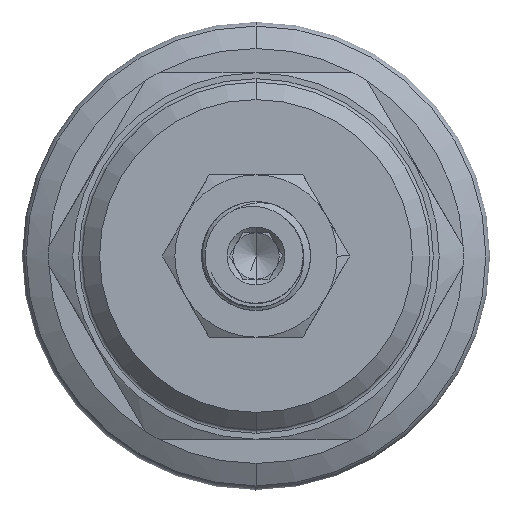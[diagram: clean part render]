
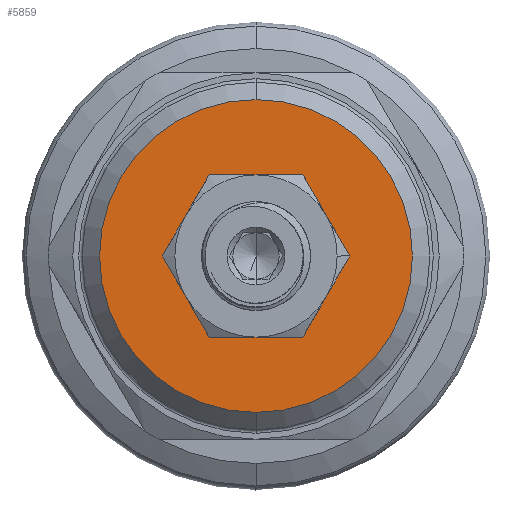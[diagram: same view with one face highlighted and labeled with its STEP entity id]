
A CAD part, left-side view. The second image highlights one B-rep face of the part: STEP entity #5859.
In plain terms, the highlighted planar face has unit normal (-1, 0, 0).
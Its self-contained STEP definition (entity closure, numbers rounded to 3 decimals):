
#261 = DIRECTION ( 'NONE',  ( 1., 0., 0. ) ) ;
#278 = EDGE_CURVE ( 'NONE', #1685, #5306, #2132, .T. ) ;
#407 = CARTESIAN_POINT ( 'NONE',  ( 0., 0., 0. ) ) ;
#448 = AXIS2_PLACEMENT_3D ( 'NONE', #2784, #9680, #4307 ) ;
#701 = ORIENTED_EDGE ( 'NONE', *, *, #5011, .F. ) ;
#975 = DIRECTION ( 'NONE',  ( 1., 0., 0. ) ) ;
#1041 = ORIENTED_EDGE ( 'NONE', *, *, #278, .T. ) ;
#1047 = DIRECTION ( 'NONE',  ( 0., 0., 1. ) ) ;
#1063 = DIRECTION ( 'NONE',  ( 0., 0., 1. ) ) ;
#1066 = EDGE_CURVE ( 'NONE', #1742, #2445, #8371, .T. ) ;
#1090 = CARTESIAN_POINT ( 'NONE',  ( 0., 0., 0. ) ) ;
#1222 = CIRCLE ( 'NONE', #2490, 7. ) ;
#1515 = EDGE_CURVE ( 'NONE', #2445, #1742, #2945, .T. ) ;
#1685 = VERTEX_POINT ( 'NONE', #3684 ) ;
#1688 = CIRCLE ( 'NONE', #9537, 7. ) ;
#1742 = VERTEX_POINT ( 'NONE', #4661 ) ;
#1797 = AXIS2_PLACEMENT_3D ( 'NONE', #4165, #1818, #1063 ) ;
#1809 = VERTEX_POINT ( 'NONE', #7871 ) ;
#1818 = DIRECTION ( 'NONE',  ( 1., 0., 0. ) ) ;
#1844 = ORIENTED_EDGE ( 'NONE', *, *, #4824, .T. ) ;
#2132 = CIRCLE ( 'NONE', #7430, 7. ) ;
#2337 = CIRCLE ( 'NONE', #4328, 7. ) ;
#2420 = CARTESIAN_POINT ( 'NONE',  ( 0., 6.062, 3.5 ) ) ;
#2445 = VERTEX_POINT ( 'NONE', #5343 ) ;
#2490 = AXIS2_PLACEMENT_3D ( 'NONE', #1090, #261, #4104 ) ;
#2561 = DIRECTION ( 'NONE',  ( 0., 1., 0. ) ) ;
#2784 = CARTESIAN_POINT ( 'NONE',  ( 0., 0., 0. ) ) ;
#2945 = CIRCLE ( 'NONE', #448, 13.5 ) ;
#2948 = EDGE_CURVE ( 'NONE', #4483, #1685, #2337, .T. ) ;
#3310 = CARTESIAN_POINT ( 'NONE',  ( 0., 0., 7. ) ) ;
#3558 = CIRCLE ( 'NONE', #4935, 7. ) ;
#3613 = EDGE_LOOP ( 'NONE', ( #701, #1844, #7659, #9129, #7287, #5752, #1041 ) ) ;
#3631 = EDGE_CURVE ( 'NONE', #4874, #6253, #1222, .T. ) ;
#3660 = ORIENTED_EDGE ( 'NONE', *, *, #1515, .T. ) ;
#3684 = CARTESIAN_POINT ( 'NONE',  ( 0., -6.062, -3.5 ) ) ;
#3862 = DIRECTION ( 'NONE',  ( 1., 0., 0. ) ) ;
#4073 = AXIS2_PLACEMENT_3D ( 'NONE', #4833, #5578, #9503 ) ;
#4104 = DIRECTION ( 'NONE',  ( 0., 1., 0. ) ) ;
#4165 = CARTESIAN_POINT ( 'NONE',  ( 0., -15., 0. ) ) ;
#4185 = CARTESIAN_POINT ( 'NONE',  ( 0., 0., 0. ) ) ;
#4307 = DIRECTION ( 'NONE',  ( 0., 0., 1. ) ) ;
#4316 = ORIENTED_EDGE ( 'NONE', *, *, #1066, .T. ) ;
#4328 = AXIS2_PLACEMENT_3D ( 'NONE', #5563, #975, #2561 ) ;
#4416 = DIRECTION ( 'NONE',  ( 1., 0., 0. ) ) ;
#4441 = FACE_BOUND ( 'NONE', #3613, .T. ) ;
#4483 = VERTEX_POINT ( 'NONE', #4710 ) ;
#4490 = CARTESIAN_POINT ( 'NONE',  ( 0., 0., 0. ) ) ;
#4536 = CARTESIAN_POINT ( 'NONE',  ( 0., 0., 0. ) ) ;
#4661 = CARTESIAN_POINT ( 'NONE',  ( 0., 0., 13.5 ) ) ;
#4710 = CARTESIAN_POINT ( 'NONE',  ( 0., -6.062, 3.5 ) ) ;
#4824 = EDGE_CURVE ( 'NONE', #1809, #6019, #7218, .T. ) ;
#4833 = CARTESIAN_POINT ( 'NONE',  ( 0., 0., 0. ) ) ;
#4874 = VERTEX_POINT ( 'NONE', #2420 ) ;
#4918 = CARTESIAN_POINT ( 'NONE',  ( 0., 0., -7. ) ) ;
#4935 = AXIS2_PLACEMENT_3D ( 'NONE', #5544, #6254, #9477 ) ;
#5011 = EDGE_CURVE ( 'NONE', #1809, #5306, #7478, .T. ) ;
#5183 = DIRECTION ( 'NONE',  ( 0., 1., 0. ) ) ;
#5306 = VERTEX_POINT ( 'NONE', #4918 ) ;
#5343 = CARTESIAN_POINT ( 'NONE',  ( 0., 0., -13.5 ) ) ;
#5544 = CARTESIAN_POINT ( 'NONE',  ( 0., 0., 0. ) ) ;
#5563 = CARTESIAN_POINT ( 'NONE',  ( 0., 0., 0. ) ) ;
#5578 = DIRECTION ( 'NONE',  ( -1., 0., 0. ) ) ;
#5752 = ORIENTED_EDGE ( 'NONE', *, *, #2948, .T. ) ;
#5785 = DIRECTION ( 'NONE',  ( 0., 1., 0. ) ) ;
#5859 = ADVANCED_FACE ( 'NONE', ( #4441, #8070 ), #8884, .F. ) ;
#6019 = VERTEX_POINT ( 'NONE', #9650 ) ;
#6201 = DIRECTION ( 'NONE',  ( 0., 1., 0. ) ) ;
#6253 = VERTEX_POINT ( 'NONE', #3310 ) ;
#6254 = DIRECTION ( 'NONE',  ( 1., 0., 0. ) ) ;
#7218 = CIRCLE ( 'NONE', #7835, 7. ) ;
#7287 = ORIENTED_EDGE ( 'NONE', *, *, #9439, .T. ) ;
#7293 = EDGE_CURVE ( 'NONE', #6019, #4874, #1688, .T. ) ;
#7343 = DIRECTION ( 'NONE',  ( -1., 0., 0. ) ) ;
#7427 = DIRECTION ( 'NONE',  ( 1., 0., 0. ) ) ;
#7430 = AXIS2_PLACEMENT_3D ( 'NONE', #4536, #3862, #6201 ) ;
#7478 = CIRCLE ( 'NONE', #4073, 7. ) ;
#7659 = ORIENTED_EDGE ( 'NONE', *, *, #7293, .T. ) ;
#7691 = AXIS2_PLACEMENT_3D ( 'NONE', #4185, #7343, #1047 ) ;
#7835 = AXIS2_PLACEMENT_3D ( 'NONE', #4490, #4416, #5183 ) ;
#7871 = CARTESIAN_POINT ( 'NONE',  ( 0., 6.062, -3.5 ) ) ;
#8070 = FACE_OUTER_BOUND ( 'NONE', #8826, .T. ) ;
#8371 = CIRCLE ( 'NONE', #7691, 13.5 ) ;
#8826 = EDGE_LOOP ( 'NONE', ( #4316, #3660 ) ) ;
#8884 = PLANE ( 'NONE',  #1797 ) ;
#9129 = ORIENTED_EDGE ( 'NONE', *, *, #3631, .T. ) ;
#9439 = EDGE_CURVE ( 'NONE', #6253, #4483, #3558, .T. ) ;
#9477 = DIRECTION ( 'NONE',  ( 0., 1., 0. ) ) ;
#9503 = DIRECTION ( 'NONE',  ( 0., 1., 0. ) ) ;
#9537 = AXIS2_PLACEMENT_3D ( 'NONE', #407, #7427, #5785 ) ;
#9650 = CARTESIAN_POINT ( 'NONE',  ( 0., 7., 0. ) ) ;
#9680 = DIRECTION ( 'NONE',  ( -1., 0., 0. ) ) ;
